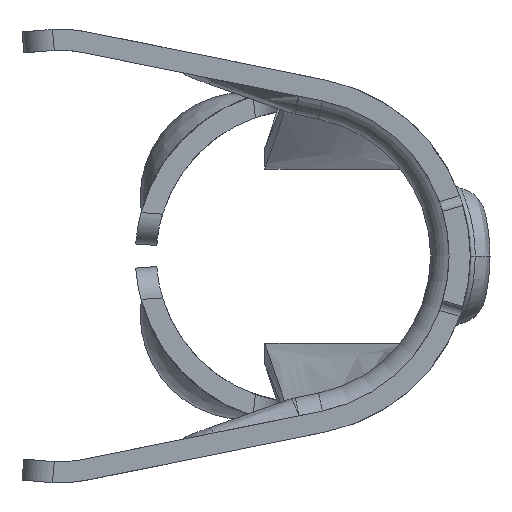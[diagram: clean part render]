
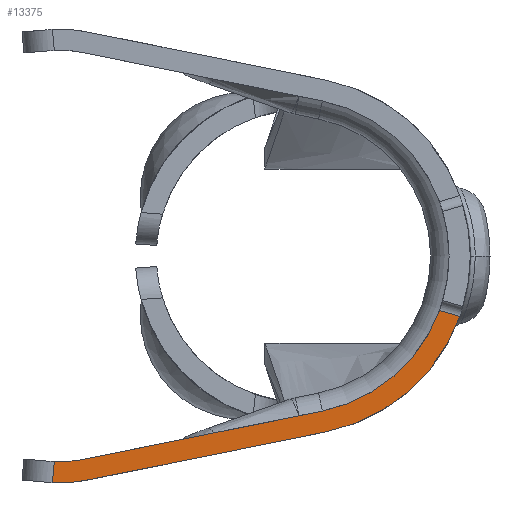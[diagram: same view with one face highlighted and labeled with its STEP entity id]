
A CAD part, left-side view. The second image highlights one B-rep face of the part: STEP entity #13375.
In plain terms, the highlighted planar face has unit normal (-0.999, 0.035, 0).
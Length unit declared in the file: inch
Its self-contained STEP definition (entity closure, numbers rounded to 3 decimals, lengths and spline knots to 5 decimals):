
#131 = PLANE ( 'NONE',  #8054 ) ;
#700 = LINE ( 'NONE', #5445, #2426 ) ;
#1007 = CARTESIAN_POINT ( 'NONE',  ( -1.96657, 0.22583, -0.21539 ) ) ;
#1416 = CARTESIAN_POINT ( 'NONE',  ( -1.96737, 0.20293, -0.21222 ) ) ;
#1703 =( BOUNDED_CURVE ( )  B_SPLINE_CURVE ( 3, ( #12461, #12383, #12309, #12236 ),
 .UNSPECIFIED., .F., .T. ) 
 B_SPLINE_CURVE_WITH_KNOTS ( ( 4, 4 ),
 ( 0.34338, 1.37119 ),
 .UNSPECIFIED. ) 
 CURVE ( )  GEOMETRIC_REPRESENTATION_ITEM ( )  RATIONAL_B_SPLINE_CURVE ( ( 1., 0.914, 0.914, 1. ) ) 
 REPRESENTATION_ITEM ( '' )  );
#1894 = VERTEX_POINT ( 'NONE', #7611 ) ;
#2106 = CARTESIAN_POINT ( 'NONE',  ( -1.96723, 0.2069, -0.19262 ) ) ;
#2206 = DIRECTION ( 'NONE',  ( 0.033, 0.959, 0.281 ) ) ;
#2426 = VECTOR ( 'NONE', #9833, 39.37008 ) ;
#2840 = VERTEX_POINT ( 'NONE', #11462 ) ;
#3317 = CARTESIAN_POINT ( 'NONE',  ( -1.96623, 0.23565, -0.1949 ) ) ;
#3953 = EDGE_LOOP ( 'NONE', ( #7354, #7263, #7083, #7063, #6858, #6791, #6647, #6588 ) ) ;
#4124 = VERTEX_POINT ( 'NONE', #13168 ) ;
#4276 = LINE ( 'NONE', #8613, #13044 ) ;
#4283 = VERTEX_POINT ( 'NONE', #10360 ) ;
#4666 = VERTEX_POINT ( 'NONE', #1416 ) ;
#4870 = VECTOR ( 'NONE', #6100, 39.37008 ) ;
#4959 = CARTESIAN_POINT ( 'NONE',  ( -1.96516, 0.26625, -0.215 ) ) ;
#5315 = CARTESIAN_POINT ( 'NONE',  ( -1.97898, -0.1296, -0.0516 ) ) ;
#5445 = CARTESIAN_POINT ( 'NONE',  ( -1.9749, -0.01273, -0.16859 ) ) ;
#5448 =( BOUNDED_CURVE ( )  B_SPLINE_CURVE ( 3, ( #3317, #7713, #12225, #2106 ),
 .UNSPECIFIED., .F., .T. ) 
 B_SPLINE_CURVE_WITH_KNOTS ( ( 4, 4 ),
 ( 4.67107, 4.91199 ),
 .UNSPECIFIED. ) 
 CURVE ( )  GEOMETRIC_REPRESENTATION_ITEM ( )  RATIONAL_B_SPLINE_CURVE ( ( 1., 0.995, 0.995, 1. ) ) 
 REPRESENTATION_ITEM ( '' )  );
#5693 = CARTESIAN_POINT ( 'NONE',  ( -1.96617, 0.23739, -0.21484 ) ) ;
#5834 = EDGE_CURVE ( 'NONE', #4124, #13136, #6782, .T. ) ;
#6100 = DIRECTION ( 'NONE',  ( -0.034, -0.98, 0.198 ) ) ;
#6169 = CARTESIAN_POINT ( 'NONE',  ( -1.97476, -0.00877, -0.14899 ) ) ;
#6235 = LINE ( 'NONE', #6169, #4870 ) ;
#6588 = ORIENTED_EDGE ( 'NONE', *, *, #11186, .F. ) ;
#6637 = CARTESIAN_POINT ( 'NONE',  ( -1.97898, -0.1296, -0.0516 ) ) ;
#6647 = ORIENTED_EDGE ( 'NONE', *, *, #14301, .F. ) ;
#6649 = CARTESIAN_POINT ( 'NONE',  ( -1.97834, -0.11125, -0.10169 ) ) ;
#6683 = CARTESIAN_POINT ( 'NONE',  ( -1.97693, -0.07078, -0.13644 ) ) ;
#6707 = CARTESIAN_POINT ( 'NONE',  ( -1.9751, -0.01849, -0.14702 ) ) ;
#6743 = CARTESIAN_POINT ( 'NONE',  ( -1.96737, 0.20293, -0.21222 ) ) ;
#6782 =( BOUNDED_CURVE ( )  B_SPLINE_CURVE ( 3, ( #6707, #6683, #6649, #6637 ),
 .UNSPECIFIED., .F., .F. ) 
 B_SPLINE_CURVE_WITH_KNOTS ( ( 4, 4 ),
 ( 4.91199, 5.93203 ),
 .UNSPECIFIED. ) 
 CURVE ( )  GEOMETRIC_REPRESENTATION_ITEM ( )  RATIONAL_B_SPLINE_CURVE ( ( 1., 0.915, 0.915, 1. ) ) 
 REPRESENTATION_ITEM ( '' )  );
#6791 = ORIENTED_EDGE ( 'NONE', *, *, #10100, .T. ) ;
#6858 = ORIENTED_EDGE ( 'NONE', *, *, #9633, .F. ) ;
#7063 = ORIENTED_EDGE ( 'NONE', *, *, #8441, .F. ) ;
#7083 = ORIENTED_EDGE ( 'NONE', *, *, #5834, .F. ) ;
#7263 = ORIENTED_EDGE ( 'NONE', *, *, #11443, .T. ) ;
#7354 = ORIENTED_EDGE ( 'NONE', *, *, #8284, .F. ) ;
#7611 = CARTESIAN_POINT ( 'NONE',  ( -1.96723, 0.2069, -0.19262 ) ) ;
#7713 = CARTESIAN_POINT ( 'NONE',  ( -1.96656, 0.226, -0.1953 ) ) ;
#7803 = LINE ( 'NONE', #12323, #11239 ) ;
#8054 = AXIS2_PLACEMENT_3D ( 'NONE', #4959, #9332, #13879 ) ;
#8284 = EDGE_CURVE ( 'NONE', #10744, #4283, #1703, .T. ) ;
#8441 = EDGE_CURVE ( 'NONE', #1894, #4124, #6235, .T. ) ;
#8613 = CARTESIAN_POINT ( 'NONE',  ( -1.96616, 0.23763, -0.21751 ) ) ;
#9332 = DIRECTION ( 'NONE',  ( 0.999, -0.035, 0. ) ) ;
#9542 = CARTESIAN_POINT ( 'NONE',  ( -1.97965, -0.14883, -0.05723 ) ) ;
#9633 = EDGE_CURVE ( 'NONE', #12656, #1894, #5448, .T. ) ;
#9833 = DIRECTION ( 'NONE',  ( 0.034, 0.98, -0.198 ) ) ;
#9862 =( BOUNDED_CURVE ( )  B_SPLINE_CURVE ( 3, ( #6743, #11220, #1007, #5693 ),
 .UNSPECIFIED., .F., .F. ) 
 B_SPLINE_CURVE_WITH_KNOTS ( ( 4, 4 ),
 ( 1.37119, 1.61868 ),
 .UNSPECIFIED. ) 
 CURVE ( )  GEOMETRIC_REPRESENTATION_ITEM ( )  RATIONAL_B_SPLINE_CURVE ( ( 1., 0.995, 0.995, 1. ) ) 
 REPRESENTATION_ITEM ( '' )  );
#10100 = EDGE_CURVE ( 'NONE', #12656, #2840, #4276, .T. ) ;
#10322 = CARTESIAN_POINT ( 'NONE',  ( -1.96623, 0.23565, -0.1949 ) ) ;
#10360 = CARTESIAN_POINT ( 'NONE',  ( -1.97524, -0.02246, -0.16662 ) ) ;
#10447 = FACE_OUTER_BOUND ( 'NONE', #3953, .T. ) ;
#10744 = VERTEX_POINT ( 'NONE', #9542 ) ;
#11186 = EDGE_CURVE ( 'NONE', #4283, #4666, #700, .T. ) ;
#11220 = CARTESIAN_POINT ( 'NONE',  ( -1.96697, 0.21428, -0.21452 ) ) ;
#11239 = VECTOR ( 'NONE', #2206, 39.37008 ) ;
#11443 = EDGE_CURVE ( 'NONE', #10744, #13136, #7803, .T. ) ;
#11462 = CARTESIAN_POINT ( 'NONE',  ( -1.96617, 0.23739, -0.21484 ) ) ;
#12225 = CARTESIAN_POINT ( 'NONE',  ( -1.9669, 0.21637, -0.19453 ) ) ;
#12236 = CARTESIAN_POINT ( 'NONE',  ( -1.97524, -0.02246, -0.16662 ) ) ;
#12309 = CARTESIAN_POINT ( 'NONE',  ( -1.97733, -0.08221, -0.15454 ) ) ;
#12323 = CARTESIAN_POINT ( 'NONE',  ( -1.97899, -0.12991, -0.05169 ) ) ;
#12383 = CARTESIAN_POINT ( 'NONE',  ( -1.97894, -0.1283, -0.11464 ) ) ;
#12461 = CARTESIAN_POINT ( 'NONE',  ( -1.97965, -0.14883, -0.05723 ) ) ;
#12656 = VERTEX_POINT ( 'NONE', #10322 ) ;
#13044 = VECTOR ( 'NONE', #13155, 39.37008 ) ;
#13136 = VERTEX_POINT ( 'NONE', #5315 ) ;
#13155 = DIRECTION ( 'NONE',  ( 0.003, 0.087, -0.996 ) ) ;
#13168 = CARTESIAN_POINT ( 'NONE',  ( -1.9751, -0.01849, -0.14702 ) ) ;
#13375 = ADVANCED_FACE ( 'NONE', ( #10447 ), #131, .F. ) ;
#13879 = DIRECTION ( 'NONE',  ( 0.035, 0.999, 0. ) ) ;
#14301 = EDGE_CURVE ( 'NONE', #4666, #2840, #9862, .T. ) ;
